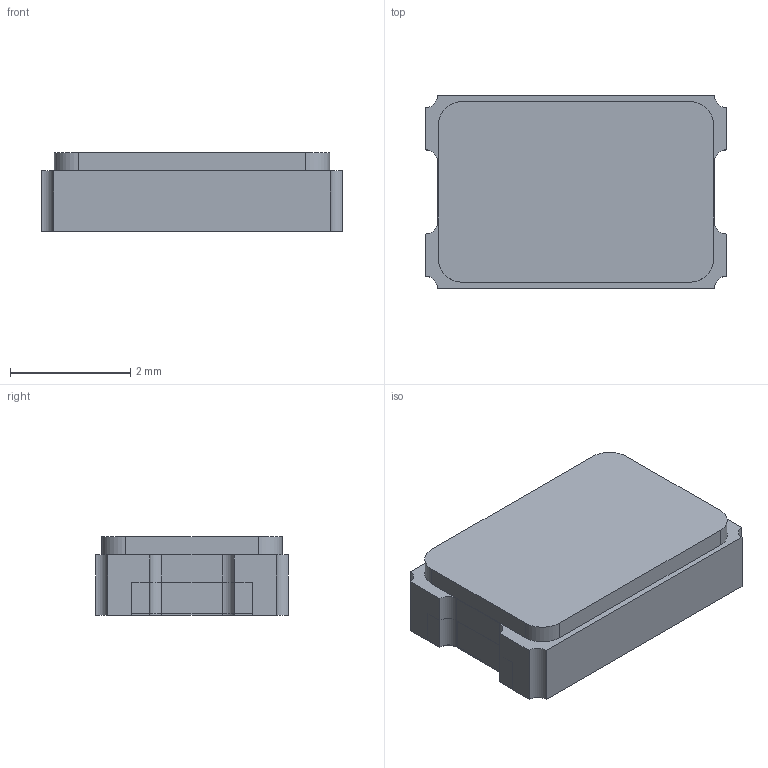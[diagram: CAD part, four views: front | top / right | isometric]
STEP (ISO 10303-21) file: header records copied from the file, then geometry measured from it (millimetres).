
FILE_DESCRIPTION(('FreeCAD Model'),'2;1');
FILE_NAME('Open CASCADE Shape Model','2021-01-09T15:31:41',( 'Krisjanis Rijnieks'),('NOT-19 (Aalto Fablab)'), 'Open CASCADE STEP processor 7.4','FreeCAD','Unknown');
FILE_SCHEMA(('AUTOMOTIVE_DESIGN { 1 0 10303 214 1 1 1 1 }'));
Length unit declared in the file: millimetre
Products named in the file (5): Unnamed; Body; PadLeft; PadRight; Top
Assembly tree (4 placements, depth 2):
  Unnamed
    Body
    PadLeft
    PadRight
    Top
Bounding box: 5 x 3.2 x 1.3 mm (x, y, z)
Surface area: 95.7 mm2
Topology: 4 solids, 4 shells, 64 faces, 164 edges, 108 vertices
Faces by surface type: plane 48, cylinder 16
Entity records: 4270 total; most frequent: CARTESIAN_POINT 849, DIRECTION 632, LINE 428, VECTOR 428, ORIENTED_EDGE 328, PCURVE 328, DEFINITIONAL_REPRESENTATION 328, EDGE_CURVE 164
